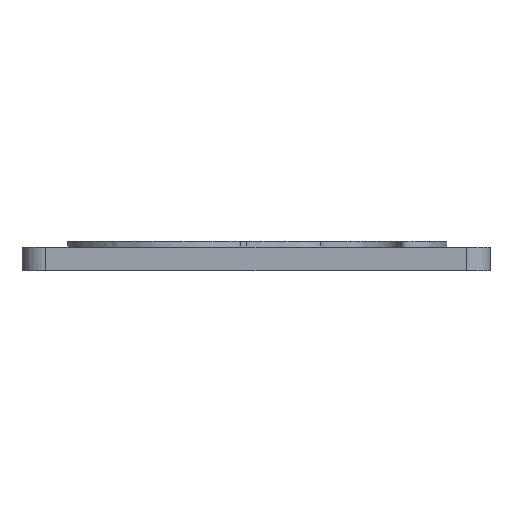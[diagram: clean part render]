
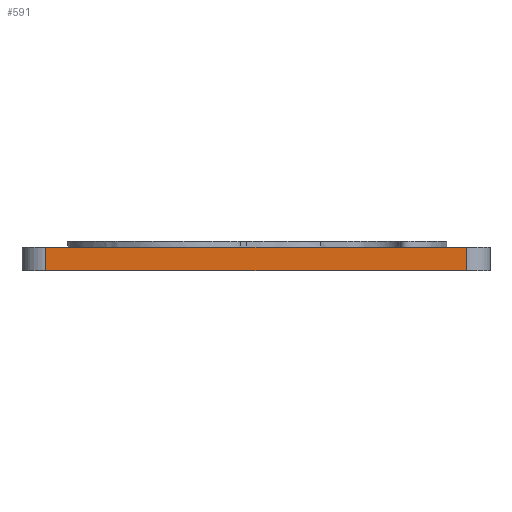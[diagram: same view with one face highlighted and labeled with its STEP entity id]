
A CAD part, front view. The second image highlights one B-rep face of the part: STEP entity #591.
In plain terms, the highlighted planar face has unit normal (0, -1, 0).
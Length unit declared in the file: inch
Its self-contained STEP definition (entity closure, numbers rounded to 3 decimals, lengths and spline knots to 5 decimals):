
#64=PLANE('',#658);
#97=FACE_OUTER_BOUND('',#137,.T.);
#137=EDGE_LOOP('',(#503,#504,#505,#506));
#163=LINE('',#2042,#199);
#172=LINE('',#2092,#208);
#173=LINE('',#2095,#209);
#174=LINE('',#2096,#210);
#199=VECTOR('',#709,0.3937);
#208=VECTOR('',#770,0.3937);
#209=VECTOR('',#773,0.3937);
#210=VECTOR('',#774,0.3937);
#271=VERTEX_POINT('',#2028);
#277=VERTEX_POINT('',#2040);
#291=VERTEX_POINT('',#2088);
#293=VERTEX_POINT('',#2094);
#346=EDGE_CURVE('',#271,#277,#163,.T.);
#369=EDGE_CURVE('',#271,#291,#172,.T.);
#370=EDGE_CURVE('',#293,#277,#173,.T.);
#371=EDGE_CURVE('',#291,#293,#174,.T.);
#503=ORIENTED_EDGE('',*,*,#369,.F.);
#504=ORIENTED_EDGE('',*,*,#346,.T.);
#505=ORIENTED_EDGE('',*,*,#370,.F.);
#506=ORIENTED_EDGE('',*,*,#371,.F.);
#591=ADVANCED_FACE('',(#97),#64,.T.);
#658=AXIS2_PLACEMENT_3D('',#2093,#771,#772);
#709=DIRECTION('',(1.,0.,0.));
#770=DIRECTION('',(0.,0.,1.));
#771=DIRECTION('center_axis',(0.,-1.,0.));
#772=DIRECTION('ref_axis',(1.,0.,0.));
#773=DIRECTION('',(0.,0.,-1.));
#774=DIRECTION('',(1.,0.,0.));
#2028=CARTESIAN_POINT('',(-0.53055,-0.59055,0.));
#2040=CARTESIAN_POINT('',(0.53055,-0.59055,0.));
#2042=CARTESIAN_POINT('',(-0.59055,-0.59055,0.));
#2088=CARTESIAN_POINT('',(-0.53055,-0.59055,0.06));
#2092=CARTESIAN_POINT('',(-0.53055,-0.59055,0.));
#2093=CARTESIAN_POINT('Origin',(-0.59055,-0.59055,0.));
#2094=CARTESIAN_POINT('',(0.53055,-0.59055,0.06));
#2095=CARTESIAN_POINT('',(0.53055,-0.59055,0.));
#2096=CARTESIAN_POINT('',(-0.59055,-0.59055,0.06));
